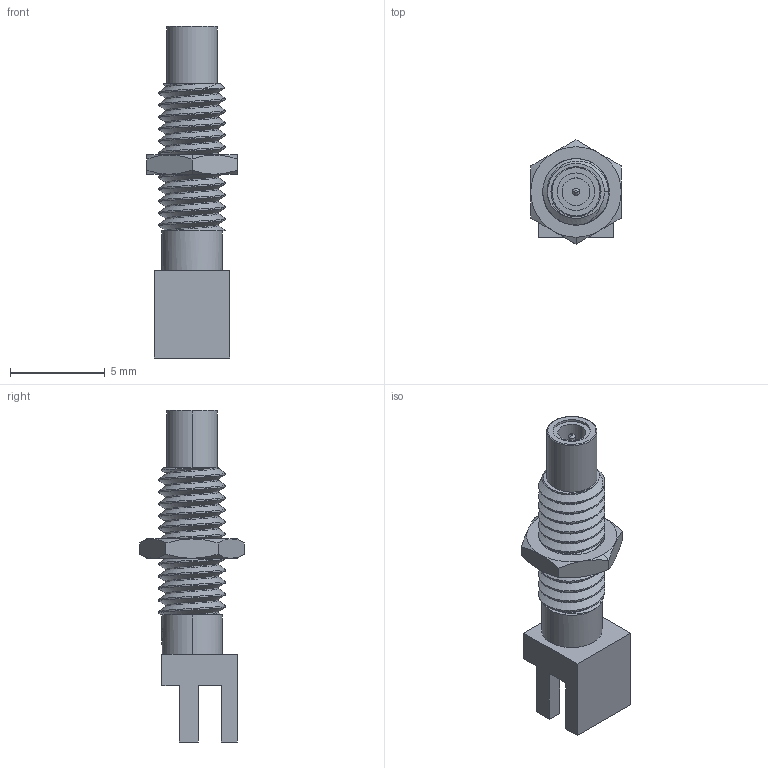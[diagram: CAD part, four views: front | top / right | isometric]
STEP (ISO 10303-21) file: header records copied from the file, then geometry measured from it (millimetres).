
FILE_DESCRIPTION (( 'STEP AP214' ), '1' );
FILE_NAME ('2467-000-G91P-009_3D.step', '2025-03-27T21:38:36', ( '' ), ( '' ), 'SwSTEP 2.0', 'SolidWorks 2022', '' );
FILE_SCHEMA (( 'AUTOMOTIVE_DESIGN' ));
Length unit declared in the file: inch
Products named in the file (1): 2467-000-G91P-009_3D
Bounding box: 4.78 x 5.51 x 17.53 mm (x, y, z)
Volume: 142.1 mm3; surface area: 355.5 mm2
Topology: 2 solids, 2 shells, 113 faces, 281 edges, 179 vertices
Faces by surface type: cylinder 48, plane 32, cone 25, bspline 6, torus 2
Entity records: 6236 total; most frequent: CARTESIAN_POINT 3164, ORIENTED_EDGE 562, DIRECTION 457, EDGE_CURVE 281, VERTEX_POINT 179, AXIS2_PLACEMENT_3D 179, EDGE_LOOP 122, FACE_OUTER_BOUND 113
